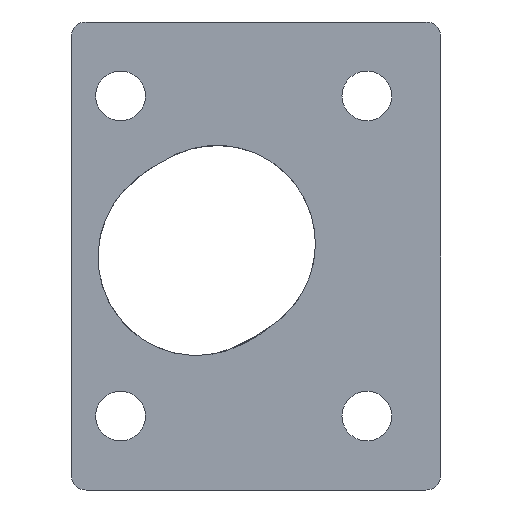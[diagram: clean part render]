
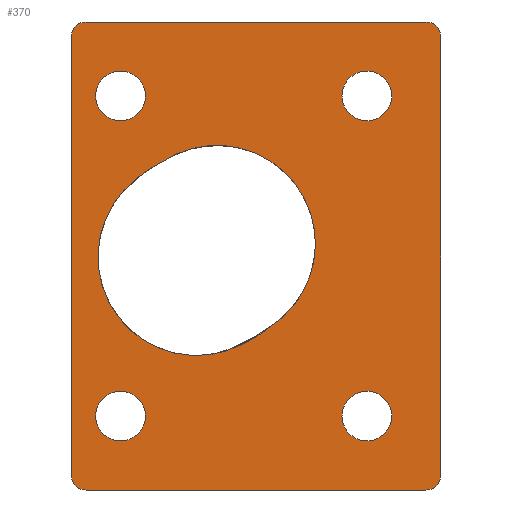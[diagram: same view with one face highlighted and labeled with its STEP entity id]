
A CAD part, front view. The second image highlights one B-rep face of the part: STEP entity #370.
In plain terms, the highlighted planar face has unit normal (0, -1, 0).
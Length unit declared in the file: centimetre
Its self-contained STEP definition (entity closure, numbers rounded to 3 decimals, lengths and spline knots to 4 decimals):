
#15=ELLIPSE('',#410,2.189,2.02);
#16=ELLIPSE('',#412,2.189,2.02);
#35=FACE_BOUND('',#110,.T.);
#36=FACE_BOUND('',#111,.T.);
#37=FACE_BOUND('',#112,.T.);
#38=FACE_BOUND('',#113,.T.);
#39=FACE_BOUND('',#114,.T.);
#45=CIRCLE('',#391,0.3);
#54=CIRCLE('',#402,0.3);
#55=CIRCLE('',#404,0.3);
#56=CIRCLE('',#405,0.3);
#57=CIRCLE('',#406,0.505);
#58=CIRCLE('',#407,0.505);
#59=CIRCLE('',#408,0.505);
#60=CIRCLE('',#409,0.505);
#61=CIRCLE('',#411,2.);
#62=CIRCLE('',#413,2.);
#85=FACE_OUTER_BOUND('',#109,.T.);
#109=EDGE_LOOP('',(#287,#288,#289,#290,#291,#292,#293,#294));
#110=EDGE_LOOP('',(#295));
#111=EDGE_LOOP('',(#296));
#112=EDGE_LOOP('',(#297));
#113=EDGE_LOOP('',(#298));
#114=EDGE_LOOP('',(#299,#300,#301,#302));
#136=LINE('',#550,#152);
#143=LINE('',#638,#159);
#144=LINE('',#642,#160);
#145=LINE('',#645,#161);
#152=VECTOR('',#440,6.9);
#159=VECTOR('',#477,8.9);
#160=VECTOR('',#480,8.9);
#161=VECTOR('',#483,6.9);
#165=VERTEX_POINT('',#543);
#168=VERTEX_POINT('',#548);
#170=VERTEX_POINT('',#554);
#183=VERTEX_POINT('',#632);
#184=VERTEX_POINT('',#633);
#185=VERTEX_POINT('',#639);
#186=VERTEX_POINT('',#641);
#187=VERTEX_POINT('',#643);
#188=VERTEX_POINT('',#646);
#189=VERTEX_POINT('',#648);
#190=VERTEX_POINT('',#650);
#191=VERTEX_POINT('',#652);
#192=VERTEX_POINT('',#654);
#193=VERTEX_POINT('',#655);
#194=VERTEX_POINT('',#657);
#195=VERTEX_POINT('',#659);
#208=EDGE_CURVE('',#165,#168,#136,.T.);
#210=EDGE_CURVE('',#165,#170,#45,.T.);
#225=EDGE_CURVE('',#183,#184,#54,.T.);
#228=EDGE_CURVE('',#183,#170,#143,.T.);
#229=EDGE_CURVE('',#185,#168,#55,.T.);
#230=EDGE_CURVE('',#185,#186,#144,.T.);
#231=EDGE_CURVE('',#187,#186,#56,.T.);
#232=EDGE_CURVE('',#187,#184,#145,.T.);
#233=EDGE_CURVE('',#188,#188,#57,.T.);
#234=EDGE_CURVE('',#189,#189,#58,.T.);
#235=EDGE_CURVE('',#190,#190,#59,.T.);
#236=EDGE_CURVE('',#191,#191,#60,.T.);
#237=EDGE_CURVE('',#192,#193,#15,.T.);
#238=EDGE_CURVE('',#194,#192,#61,.T.);
#239=EDGE_CURVE('',#195,#194,#16,.T.);
#240=EDGE_CURVE('',#193,#195,#62,.T.);
#287=ORIENTED_EDGE('',*,*,#225,.F.);
#288=ORIENTED_EDGE('',*,*,#228,.T.);
#289=ORIENTED_EDGE('',*,*,#210,.F.);
#290=ORIENTED_EDGE('',*,*,#208,.T.);
#291=ORIENTED_EDGE('',*,*,#229,.F.);
#292=ORIENTED_EDGE('',*,*,#230,.T.);
#293=ORIENTED_EDGE('',*,*,#231,.F.);
#294=ORIENTED_EDGE('',*,*,#232,.T.);
#295=ORIENTED_EDGE('',*,*,#233,.F.);
#296=ORIENTED_EDGE('',*,*,#234,.F.);
#297=ORIENTED_EDGE('',*,*,#235,.F.);
#298=ORIENTED_EDGE('',*,*,#236,.F.);
#299=ORIENTED_EDGE('',*,*,#237,.F.);
#300=ORIENTED_EDGE('',*,*,#238,.F.);
#301=ORIENTED_EDGE('',*,*,#239,.F.);
#302=ORIENTED_EDGE('',*,*,#240,.F.);
#362=PLANE('',#403);
#370=ADVANCED_FACE('',(#85,#35,#36,#37,#38,#39),#362,.F.);
#391=AXIS2_PLACEMENT_3D('',#555,#445,#446);
#402=AXIS2_PLACEMENT_3D('',#634,#471,#472);
#403=AXIS2_PLACEMENT_3D('',#637,#475,#476);
#404=AXIS2_PLACEMENT_3D('',#640,#478,#479);
#405=AXIS2_PLACEMENT_3D('',#644,#481,#482);
#406=AXIS2_PLACEMENT_3D('',#647,#484,#485);
#407=AXIS2_PLACEMENT_3D('',#649,#486,#487);
#408=AXIS2_PLACEMENT_3D('',#651,#488,#489);
#409=AXIS2_PLACEMENT_3D('',#653,#490,#491);
#410=AXIS2_PLACEMENT_3D('',#656,#492,#493);
#411=AXIS2_PLACEMENT_3D('',#658,#494,#495);
#412=AXIS2_PLACEMENT_3D('',#660,#496,#497);
#413=AXIS2_PLACEMENT_3D('',#661,#498,#499);
#440=DIRECTION('',(1.,0.,0.));
#445=DIRECTION('center_axis',(0.,1.,0.));
#446=DIRECTION('ref_axis',(0.,0.,-1.));
#471=DIRECTION('center_axis',(0.,1.,0.));
#472=DIRECTION('ref_axis',(-1.,0.,0.));
#475=DIRECTION('center_axis',(0.,1.,0.));
#476=DIRECTION('ref_axis',(-1.,0.,0.));
#477=DIRECTION('',(0.,0.,-1.));
#478=DIRECTION('center_axis',(0.,1.,0.));
#479=DIRECTION('ref_axis',(1.,0.,0.));
#480=DIRECTION('',(0.,0.,1.));
#481=DIRECTION('center_axis',(0.,1.,0.));
#482=DIRECTION('ref_axis',(0.,0.,1.));
#483=DIRECTION('',(-1.,0.,0.));
#484=DIRECTION('center_axis',(0.,-1.,0.));
#485=DIRECTION('ref_axis',(-1.,0.,0.));
#486=DIRECTION('center_axis',(0.,-1.,0.));
#487=DIRECTION('ref_axis',(-1.,0.,0.));
#488=DIRECTION('center_axis',(0.,-1.,0.));
#489=DIRECTION('ref_axis',(-1.,0.,0.));
#490=DIRECTION('center_axis',(0.,-1.,0.));
#491=DIRECTION('ref_axis',(-1.,0.,0.));
#492=DIRECTION('center_axis',(0.,-1.,0.));
#493=DIRECTION('ref_axis',(-0.84,0.,-0.543));
#494=DIRECTION('center_axis',(0.,-1.,0.));
#495=DIRECTION('ref_axis',(-1.,0.,0.));
#496=DIRECTION('center_axis',(0.,-1.,0.));
#497=DIRECTION('ref_axis',(-0.84,0.,-0.543));
#498=DIRECTION('center_axis',(0.,-1.,0.));
#499=DIRECTION('ref_axis',(1.,0.,0.));
#543=CARTESIAN_POINT('',(1.4562,3.7996,22.25));
#548=CARTESIAN_POINT('',(8.3562,3.7996,22.25));
#550=CARTESIAN_POINT('',(1.4562,3.7996,22.25));
#554=CARTESIAN_POINT('',(1.1562,3.7996,22.55));
#555=CARTESIAN_POINT('Origin',(1.4562,3.7996,22.55));
#632=CARTESIAN_POINT('',(1.1562,3.7996,31.45));
#633=CARTESIAN_POINT('',(1.4562,3.7996,31.75));
#634=CARTESIAN_POINT('Origin',(1.4562,3.7996,31.45));
#637=CARTESIAN_POINT('Origin',(0.,3.7996,0.));
#638=CARTESIAN_POINT('',(1.1562,3.7996,31.45));
#639=CARTESIAN_POINT('',(8.6562,3.7996,22.55));
#640=CARTESIAN_POINT('Origin',(8.3562,3.7996,22.55));
#641=CARTESIAN_POINT('',(8.6562,3.7996,31.45));
#642=CARTESIAN_POINT('',(8.6562,3.7996,22.55));
#643=CARTESIAN_POINT('',(8.3562,3.7996,31.75));
#644=CARTESIAN_POINT('Origin',(8.3562,3.7996,31.45));
#645=CARTESIAN_POINT('',(8.3562,3.7996,31.75));
#646=CARTESIAN_POINT('',(7.6612,3.7996,30.25));
#647=CARTESIAN_POINT('Origin',(7.1562,3.7996,30.25));
#648=CARTESIAN_POINT('',(2.6612,3.7996,30.25));
#649=CARTESIAN_POINT('Origin',(2.1562,3.7996,30.25));
#650=CARTESIAN_POINT('',(7.6612,3.7996,23.75));
#651=CARTESIAN_POINT('Origin',(7.1562,3.7996,23.75));
#652=CARTESIAN_POINT('',(2.6612,3.7996,23.75));
#653=CARTESIAN_POINT('Origin',(2.1562,3.7996,23.75));
#654=CARTESIAN_POINT('',(4.612,3.7997,25.2003));
#655=CARTESIAN_POINT('',(5.1799,3.7996,25.5561));
#656=CARTESIAN_POINT('Origin',(3.835,3.7996,27.068));
#657=CARTESIAN_POINT('',(2.4809,3.7998,28.5675));
#658=CARTESIAN_POINT('Origin',(3.6983,3.7996,26.9795));
#659=CARTESIAN_POINT('',(3.0073,3.7996,28.9144));
#660=CARTESIAN_POINT('Origin',(3.835,3.7996,27.068));
#661=CARTESIAN_POINT('Origin',(4.1119,3.7996,27.2471));
